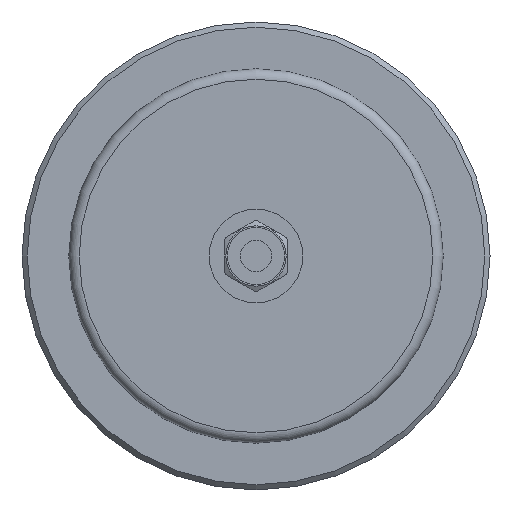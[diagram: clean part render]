
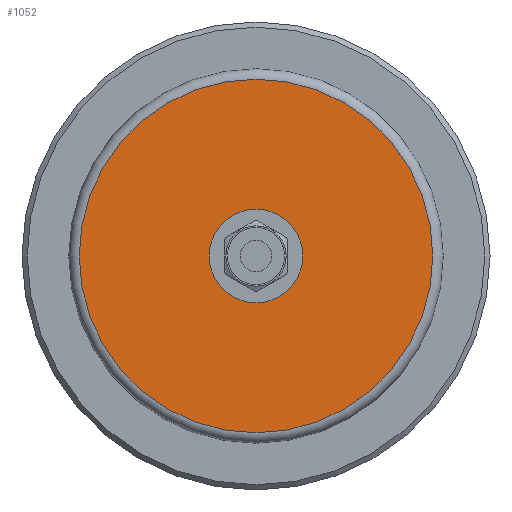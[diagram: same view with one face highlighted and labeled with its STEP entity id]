
A CAD part, left-side view. The second image highlights one B-rep face of the part: STEP entity #1052.
In plain terms, the highlighted planar face has unit normal (-1, 0, 0).
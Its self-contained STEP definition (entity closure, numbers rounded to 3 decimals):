
#65=FACE_BOUND('',#199,.T.);
#98=PLANE('',#1161);
#129=FACE_OUTER_BOUND('',#198,.T.);
#198=EDGE_LOOP('',(#752));
#199=EDGE_LOOP('',(#753));
#353=CIRCLE('',#1155,9.);
#354=CIRCLE('',#1162,34.);
#436=VERTEX_POINT('',#1659);
#437=VERTEX_POINT('',#1668);
#550=EDGE_CURVE('',#436,#436,#353,.T.);
#551=EDGE_CURVE('',#437,#437,#354,.T.);
#752=ORIENTED_EDGE('',*,*,#551,.T.);
#753=ORIENTED_EDGE('',*,*,#550,.T.);
#1052=ADVANCED_FACE('',(#129,#65),#98,.T.);
#1155=AXIS2_PLACEMENT_3D('',#1661,#1349,#1350);
#1161=AXIS2_PLACEMENT_3D('',#1667,#1361,#1362);
#1162=AXIS2_PLACEMENT_3D('',#1669,#1363,#1364);
#1349=DIRECTION('center_axis',(1.,0.,0.));
#1350=DIRECTION('ref_axis',(0.,0.,
1.));
#1361=DIRECTION('center_axis',(-1.,0.,0.));
#1362=DIRECTION('ref_axis',(0.,1.,0.));
#1363=DIRECTION('center_axis',(-1.,0.,0.));
#1364=DIRECTION('ref_axis',(0.,1.,0.));
#1659=CARTESIAN_POINT('',(-45.,0.,-9.));
#1661=CARTESIAN_POINT('Origin',(-45.,0.,0.));
#1667=CARTESIAN_POINT('Origin',(-45.,3.,0.));
#1668=CARTESIAN_POINT('',(-45.,-34.,0.));
#1669=CARTESIAN_POINT('Origin',(-45.,0.,0.));
